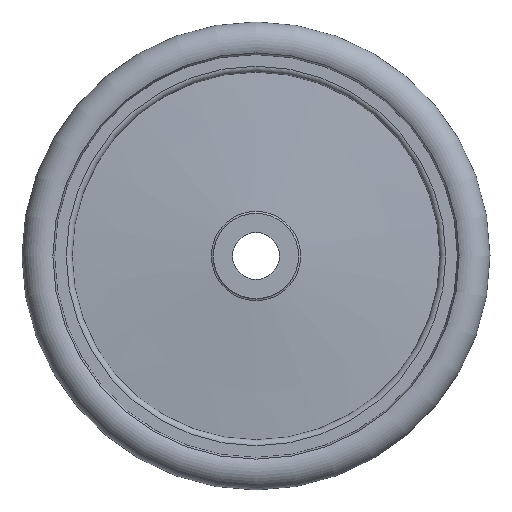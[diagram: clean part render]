
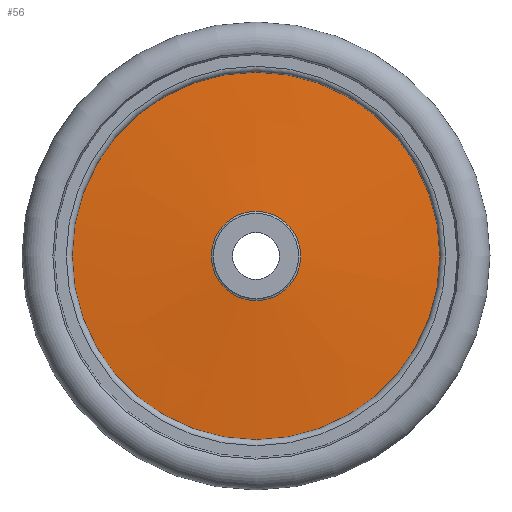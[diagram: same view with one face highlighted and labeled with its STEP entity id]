
A CAD part, left-side view. The second image highlights one B-rep face of the part: STEP entity #56.
In plain terms, the highlighted conical face has half-angle 85.601 degrees and reference radius 110 mm.
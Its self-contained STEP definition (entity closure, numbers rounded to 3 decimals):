
#56 = ADVANCED_FACE( '', ( #122, #123 ), #124, .T. );
#122 = FACE_BOUND( '', #194, .T. );
#123 = FACE_OUTER_BOUND( '', #195, .T. );
#124 = CONICAL_SURFACE( '', #196, 110., 1.494 );
#194 = EDGE_LOOP( '', ( #276 ) );
#195 = EDGE_LOOP( '', ( #277 ) );
#196 = AXIS2_PLACEMENT_3D( '', #278, #279, #280 );
#276 = ORIENTED_EDGE( '', *, *, #345, .F. );
#277 = ORIENTED_EDGE( '', *, *, #343, .T. );
#278 = CARTESIAN_POINT( '', ( 20.5, 0., 0. ) );
#279 = DIRECTION( '', ( 1., 0., 0. ) );
#280 = DIRECTION( '', ( 0., 0., -1. ) );
#343 = EDGE_CURVE( '', #386, #386, #387, .T. );
#345 = EDGE_CURVE( '', #389, #389, #390, .T. );
#386 = VERTEX_POINT( '', #434 );
#387 = CIRCLE( '', #435, 110. );
#389 = VERTEX_POINT( '', #437 );
#390 = CIRCLE( '', #438, 26.7 );
#434 = CARTESIAN_POINT( '', ( 20.5, 0., 110. ) );
#435 = AXIS2_PLACEMENT_3D( '', #485, #486, #487 );
#437 = CARTESIAN_POINT( '', ( 14.092, 0., 26.7 ) );
#438 = AXIS2_PLACEMENT_3D( '', #488, #489, #490 );
#485 = CARTESIAN_POINT( '', ( 20.5, 0., 0. ) );
#486 = DIRECTION( '', ( -1., 0., 0. ) );
#487 = DIRECTION( '', ( 0., 0., 1. ) );
#488 = CARTESIAN_POINT( '', ( 14.092, 0., 0. ) );
#489 = DIRECTION( '', ( -1., 0., 0. ) );
#490 = DIRECTION( '', ( 0., 0., 1. ) );
